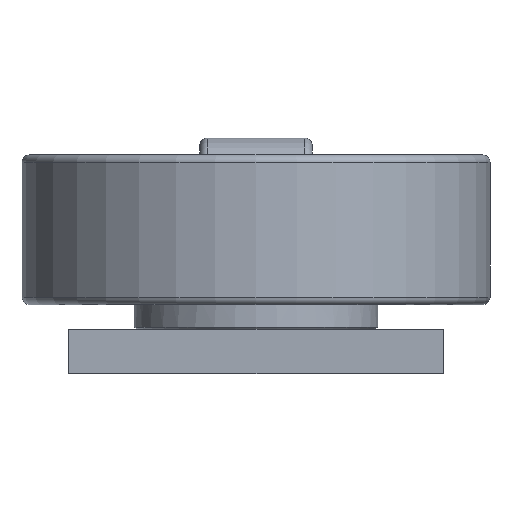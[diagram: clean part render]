
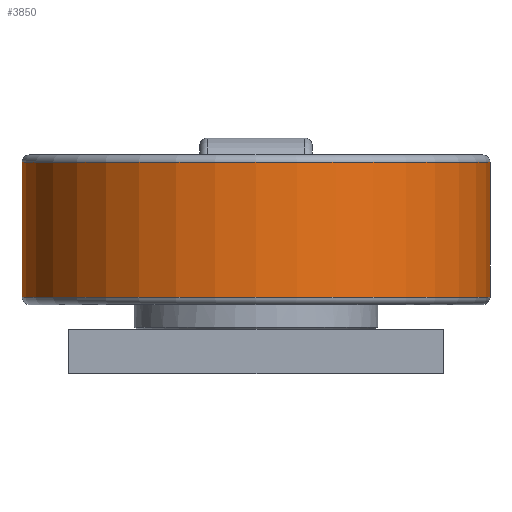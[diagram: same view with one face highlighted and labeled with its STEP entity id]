
A CAD part, left-side view. The second image highlights one B-rep face of the part: STEP entity #3850.
In plain terms, the highlighted cylindrical face has radius 62.5 mm (diameter 125 mm), a full revolution.
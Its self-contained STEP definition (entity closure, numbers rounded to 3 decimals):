
#365=FACE_OUTER_BOUND('',#575,.T.);
#575=EDGE_LOOP('',(#3099,#3100,#3101,#3102,#3103,#3104,#3105,#3106));
#810=LINE('',#6688,#965);
#965=VECTOR('',#5303,62.5);
#1206=CIRCLE('',#4280,62.5);
#1207=CIRCLE('',#4281,62.5);
#1208=CIRCLE('',#4282,62.5);
#1210=CIRCLE('',#4285,62.5);
#1211=CIRCLE('',#4286,62.5);
#1212=CIRCLE('',#4287,62.5);
#1616=VERTEX_POINT('',#6678);
#1617=VERTEX_POINT('',#6680);
#1618=VERTEX_POINT('',#6682);
#1619=VERTEX_POINT('',#6687);
#1620=VERTEX_POINT('',#6689);
#1621=VERTEX_POINT('',#6691);
#2176=EDGE_CURVE('',#1616,#1617,#1206,.T.);
#2177=EDGE_CURVE('',#1617,#1618,#1207,.T.);
#2178=EDGE_CURVE('',#1618,#1616,#1208,.T.);
#2180=EDGE_CURVE('',#1617,#1619,#810,.T.);
#2181=EDGE_CURVE('',#1620,#1619,#1210,.T.);
#2182=EDGE_CURVE('',#1621,#1620,#1211,.T.);
#2183=EDGE_CURVE('',#1619,#1621,#1212,.T.);
#3099=ORIENTED_EDGE('',*,*,#2178,.F.);
#3100=ORIENTED_EDGE('',*,*,#2177,.F.);
#3101=ORIENTED_EDGE('',*,*,#2180,.T.);
#3102=ORIENTED_EDGE('',*,*,#2181,.F.);
#3103=ORIENTED_EDGE('',*,*,#2182,.F.);
#3104=ORIENTED_EDGE('',*,*,#2183,.F.);
#3105=ORIENTED_EDGE('',*,*,#2180,.F.);
#3106=ORIENTED_EDGE('',*,*,#2176,.F.);
#3521=CYLINDRICAL_SURFACE('',#4284,62.5);
#3850=ADVANCED_FACE('',(#365),#3521,.T.);
#4280=AXIS2_PLACEMENT_3D('',#6681,#5293,#5294);
#4281=AXIS2_PLACEMENT_3D('',#6683,#5295,#5296);
#4282=AXIS2_PLACEMENT_3D('',#6684,#5297,#5298);
#4284=AXIS2_PLACEMENT_3D('',#6686,#5301,#5302);
#4285=AXIS2_PLACEMENT_3D('',#6690,#5304,#5305);
#4286=AXIS2_PLACEMENT_3D('',#6692,#5306,#5307);
#4287=AXIS2_PLACEMENT_3D('',#6693,#5308,#5309);
#5293=DIRECTION('center_axis',(0.,0.,
1.));
#5294=DIRECTION('ref_axis',(0.,-1.,0.));
#5295=DIRECTION('center_axis',(0.,0.,
1.));
#5296=DIRECTION('ref_axis',(0.,-1.,0.));
#5297=DIRECTION('center_axis',(0.,0.,
1.));
#5298=DIRECTION('ref_axis',(0.,-1.,0.));
#5301=DIRECTION('center_axis',(0.,0.,
1.));
#5302=DIRECTION('ref_axis',(0.,1.,0.));
#5303=DIRECTION('',(0.,0.,-1.));
#5304=DIRECTION('center_axis',(0.,0.,
-1.));
#5305=DIRECTION('ref_axis',(0.,-1.,0.));
#5306=DIRECTION('center_axis',(0.,0.,
-1.));
#5307=DIRECTION('ref_axis',(0.,-1.,0.));
#5308=DIRECTION('center_axis',(0.,0.,
-1.));
#5309=DIRECTION('ref_axis',(0.,-1.,0.));
#6678=CARTESIAN_POINT('',(-62.5,0.,56.5));
#6680=CARTESIAN_POINT('',(0.,-62.5,56.5));
#6681=CARTESIAN_POINT('Origin',(0.,0.,
56.5));
#6682=CARTESIAN_POINT('',(0.,62.5,56.5));
#6683=CARTESIAN_POINT('Origin',(0.,0.,
56.5));
#6684=CARTESIAN_POINT('Origin',(0.,0.,
56.5));
#6686=CARTESIAN_POINT('Origin',(0.,0.,
38.5));
#6687=CARTESIAN_POINT('',(0.,-62.5,20.5));
#6688=CARTESIAN_POINT('',(0.,-62.5,38.5));
#6689=CARTESIAN_POINT('',(0.,62.5,20.5));
#6690=CARTESIAN_POINT('Origin',(0.,0.,
20.5));
#6691=CARTESIAN_POINT('',(-62.5,0.,20.5));
#6692=CARTESIAN_POINT('Origin',(0.,0.,
20.5));
#6693=CARTESIAN_POINT('Origin',(0.,0.,
20.5));
